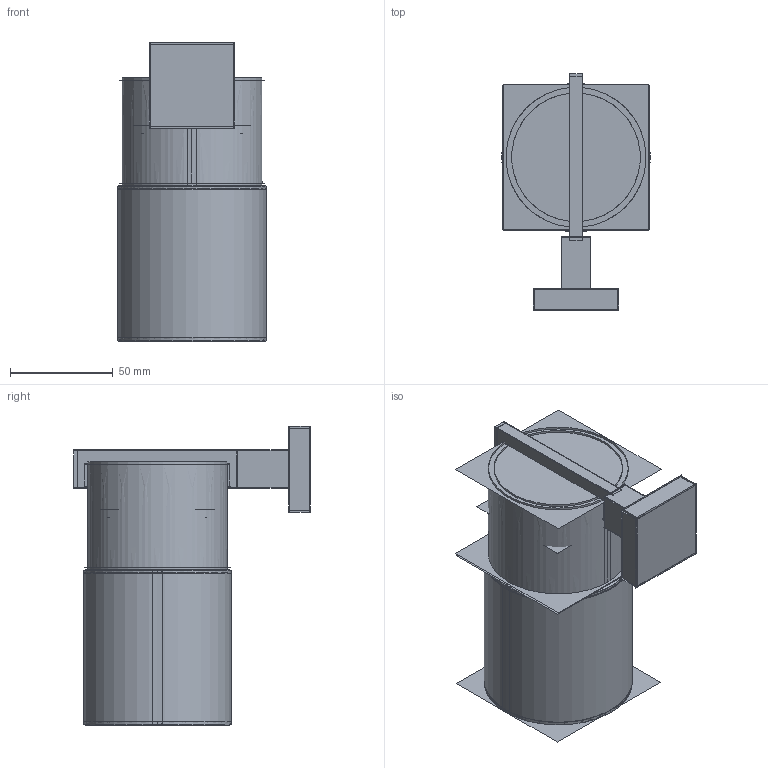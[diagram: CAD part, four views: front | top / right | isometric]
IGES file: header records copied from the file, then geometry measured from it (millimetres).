
Start section:  PTC IGES file: 7011011_asm.igs
Global section: file name: 7011011_asm.igs; native system: Creo Parametric by PTC Inc.; preprocessor: 2018020; author: 25393; organization: Unknown; date: 20191206.000236; units: millimetre
Bounding box: 72 x 114.76 x 145.3 mm (x, y, z)
Surface area: 161443.3 mm2 (no closed solid volume)
Topology: 0 solids, 0 shells, 126 faces, 1518 edges, 1974 vertices
Faces by surface type: bspline 70, revolution 56
